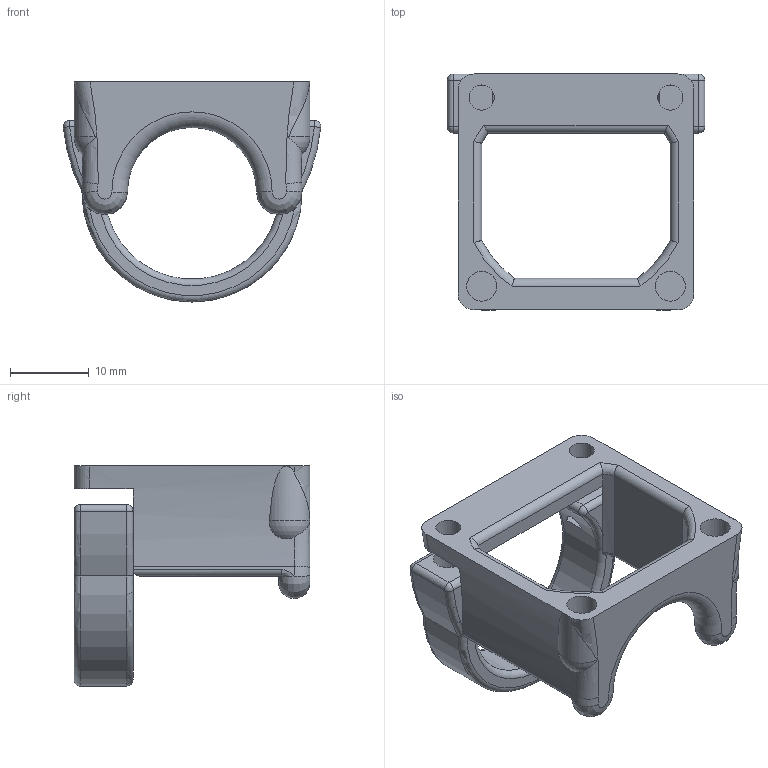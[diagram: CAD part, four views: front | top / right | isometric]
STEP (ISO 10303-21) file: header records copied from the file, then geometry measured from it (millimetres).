
FILE_DESCRIPTION(/* description */ (''),/* implementation_level */ '2;1');
FILE_NAME(/* name */ 'j_head_fan_duct.step',/* time_stamp */ '2019-01-13T15:24:25+01:00',/* author */ (''),/* organization */ (''),/* preprocessor_version */ 'ST-DEVELOPER v17.2',/* originating_system */ 'Autodesk Translation Framework v7.6.0.251',/* authorisation */ '');
FILE_SCHEMA (('AUTOMOTIVE_DESIGN { 1 0 10303 214 3 1 1 }'));
Length unit declared in the file: millimetre
Products named in the file (3): (Unsaved); JHeadFanDuct30mmClip; JHeadFanDuct30mm
Assembly tree (2 placements, depth 2):
  (Unsaved)
    JHeadFanDuct30mmClip
    JHeadFanDuct30mm
Bounding box: 32.77 x 30 x 28 mm (x, y, z)
Volume: 4410.5 mm3; surface area: 4419.6 mm2
Topology: 2 solids, 2 shells, 109 faces, 256 edges, 150 vertices
Faces by surface type: cylinder 46, torus 23, plane 22, sphere 12, bspline 6
Full cylindrical faces by diameter (mm): 3.2 x2, 3.8 x4
Entity records: 3772 total; most frequent: CARTESIAN_POINT 1209, DIRECTION 544, ORIENTED_EDGE 508, EDGE_CURVE 254, AXIS2_PLACEMENT_3D 231, VERTEX_POINT 150, CIRCLE 121, EDGE_LOOP 120
